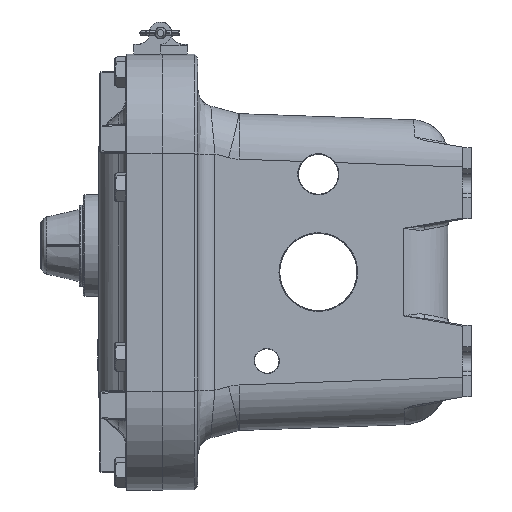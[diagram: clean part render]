
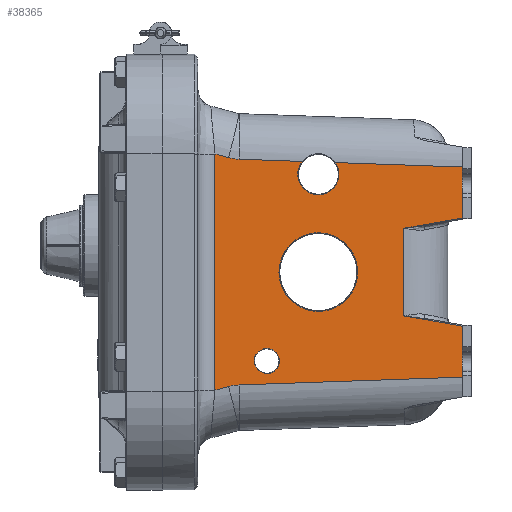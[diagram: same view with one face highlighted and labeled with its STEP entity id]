
A CAD part, left-side view. The second image highlights one B-rep face of the part: STEP entity #38365.
In plain terms, the highlighted planar face has unit normal (-0.999, -0.035, 0).
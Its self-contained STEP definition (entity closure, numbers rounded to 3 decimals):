
#1045=FACE_BOUND('',#11614,.T.);
#1046=FACE_BOUND('',#11615,.T.);
#1330=PLANE('',#41212);
#2439=ELLIPSE('',#41179,0.355,0.354);
#2440=ELLIPSE('',#41180,0.355,0.354);
#2443=ELLIPSE('',#41186,0.577,0.577);
#2448=ELLIPSE('',#41199,1.106,1.105);
#2449=ELLIPSE('',#41200,1.106,1.105);
#2454=ELLIPSE('',#41213,1.313,1.313);
#2455=ELLIPSE('',#41214,1.313,1.313);
#2707=LINE('',#59106,#5751);
#2709=LINE('',#59147,#5753);
#2714=LINE('',#59187,#5758);
#2715=LINE('',#59189,#5759);
#2716=LINE('',#59191,#5760);
#2717=LINE('',#59195,#5761);
#2718=LINE('',#59197,#5762);
#2719=LINE('',#59199,#5763);
#2720=LINE('',#59201,#5764);
#2721=LINE('',#59203,#5765);
#2722=LINE('',#59204,#5766);
#5751=VECTOR('',#45006,0.394);
#5753=VECTOR('',#45014,0.394);
#5758=VECTOR('',#45059,0.394);
#5759=VECTOR('',#45060,0.394);
#5760=VECTOR('',#45061,0.394);
#5761=VECTOR('',#45064,0.394);
#5762=VECTOR('',#45065,0.394);
#5763=VECTOR('',#45066,0.394);
#5764=VECTOR('',#45067,0.394);
#5765=VECTOR('',#45068,0.394);
#5766=VECTOR('',#45069,0.394);
#9390=FACE_OUTER_BOUND('',#11613,.T.);
#11613=EDGE_LOOP('',(#26376,#26377,#26378,#26379,#26380,#26381,#26382,#26383,
#26384,#26385,#26386,#26387,#26388,#26389));
#11614=EDGE_LOOP('',(#26390,#26391));
#11615=EDGE_LOOP('',(#26392,#26393));
#16645=VERTEX_POINT('',#59057);
#16646=VERTEX_POINT('',#59058);
#16650=VERTEX_POINT('',#59071);
#16651=VERTEX_POINT('',#59072);
#16655=VERTEX_POINT('',#59105);
#16661=VERTEX_POINT('',#59145);
#16665=VERTEX_POINT('',#59157);
#16666=VERTEX_POINT('',#59158);
#16675=VERTEX_POINT('',#59184);
#16676=VERTEX_POINT('',#59186);
#16677=VERTEX_POINT('',#59188);
#16678=VERTEX_POINT('',#59190);
#16679=VERTEX_POINT('',#59192);
#16680=VERTEX_POINT('',#59194);
#16681=VERTEX_POINT('',#59196);
#16682=VERTEX_POINT('',#59198);
#16683=VERTEX_POINT('',#59200);
#16684=VERTEX_POINT('',#59202);
#20459=EDGE_CURVE('',#16645,#16646,#2439,.T.);
#20460=EDGE_CURVE('',#16646,#16645,#2440,.T.);
#20466=EDGE_CURVE('',#16650,#16651,#2443,.T.);
#20472=EDGE_CURVE('',#16650,#16655,#2707,.T.);
#20479=EDGE_CURVE('',#16661,#16651,#2709,.T.);
#20484=EDGE_CURVE('',#16665,#16666,#2448,.T.);
#20485=EDGE_CURVE('',#16666,#16665,#2449,.T.);
#20497=EDGE_CURVE('',#16675,#16661,#2454,.T.);
#20498=EDGE_CURVE('',#16676,#16675,#2714,.T.);
#20499=EDGE_CURVE('',#16677,#16676,#2715,.T.);
#20500=EDGE_CURVE('',#16678,#16677,#2716,.T.);
#20501=EDGE_CURVE('',#16679,#16678,#2455,.T.);
#20502=EDGE_CURVE('',#16680,#16679,#2717,.T.);
#20503=EDGE_CURVE('',#16680,#16681,#2718,.T.);
#20504=EDGE_CURVE('',#16682,#16681,#2719,.T.);
#20505=EDGE_CURVE('',#16683,#16682,#2720,.T.);
#20506=EDGE_CURVE('',#16684,#16683,#2721,.T.);
#20507=EDGE_CURVE('',#16684,#16655,#2722,.T.);
#26376=ORIENTED_EDGE('',*,*,#20466,.T.);
#26377=ORIENTED_EDGE('',*,*,#20479,.F.);
#26378=ORIENTED_EDGE('',*,*,#20497,.F.);
#26379=ORIENTED_EDGE('',*,*,#20498,.F.);
#26380=ORIENTED_EDGE('',*,*,#20499,.F.);
#26381=ORIENTED_EDGE('',*,*,#20500,.F.);
#26382=ORIENTED_EDGE('',*,*,#20501,.F.);
#26383=ORIENTED_EDGE('',*,*,#20502,.F.);
#26384=ORIENTED_EDGE('',*,*,#20503,.T.);
#26385=ORIENTED_EDGE('',*,*,#20504,.F.);
#26386=ORIENTED_EDGE('',*,*,#20505,.F.);
#26387=ORIENTED_EDGE('',*,*,#20506,.F.);
#26388=ORIENTED_EDGE('',*,*,#20507,.T.);
#26389=ORIENTED_EDGE('',*,*,#20472,.F.);
#26390=ORIENTED_EDGE('',*,*,#20459,.T.);
#26391=ORIENTED_EDGE('',*,*,#20460,.T.);
#26392=ORIENTED_EDGE('',*,*,#20484,.T.);
#26393=ORIENTED_EDGE('',*,*,#20485,.T.);
#38365=ADVANCED_FACE('',(#9390,#1045,#1046),#1330,.F.);
#41179=AXIS2_PLACEMENT_3D('',#59059,#44979,#44980);
#41180=AXIS2_PLACEMENT_3D('',#59060,#44981,#44982);
#41186=AXIS2_PLACEMENT_3D('',#59073,#44995,#44996);
#41199=AXIS2_PLACEMENT_3D('',#59159,#45026,#45027);
#41200=AXIS2_PLACEMENT_3D('',#59160,#45028,#45029);
#41212=AXIS2_PLACEMENT_3D('',#59183,#45055,#45056);
#41213=AXIS2_PLACEMENT_3D('',#59185,#45057,#45058);
#41214=AXIS2_PLACEMENT_3D('',#59193,#45062,#45063);
#44979=DIRECTION('center_axis',(0.999,0.035,0.));
#44980=DIRECTION('ref_axis',(0.035,-0.999,0.));
#44981=DIRECTION('center_axis',(0.999,0.035,0.));
#44982=DIRECTION('ref_axis',(0.035,-0.999,0.));
#44995=DIRECTION('center_axis',(0.999,0.035,0.));
#44996=DIRECTION('ref_axis',(0.035,-0.999,0.));
#45006=DIRECTION('',(0.035,-0.999,-0.035));
#45014=DIRECTION('',(0.035,-0.999,-0.035));
#45026=DIRECTION('center_axis',(0.999,0.035,0.));
#45027=DIRECTION('ref_axis',(0.035,-0.999,0.));
#45028=DIRECTION('center_axis',(0.999,0.035,0.));
#45029=DIRECTION('ref_axis',(0.035,-0.999,0.));
#45055=DIRECTION('center_axis',(0.999,0.035,0.));
#45056=DIRECTION('ref_axis',(-0.035,0.999,0.));
#45057=DIRECTION('center_axis',(-0.999,-0.035,0.));
#45058=DIRECTION('ref_axis',(-0.035,0.999,0.));
#45059=DIRECTION('',(0.034,-0.965,-0.259));
#45060=DIRECTION('',(0.,0.,1.));
#45061=DIRECTION('',(-0.034,0.965,-0.259));
#45062=DIRECTION('center_axis',(-0.999,-0.035,0.));
#45063=DIRECTION('ref_axis',(-0.035,0.999,0.));
#45064=DIRECTION('',(-0.035,0.999,-0.035));
#45065=DIRECTION('',(0.,0.,1.));
#45066=DIRECTION('',(0.034,-0.984,-0.174));
#45067=DIRECTION('',(0.,0.,-1.));
#45068=DIRECTION('',(-0.034,0.984,-0.174));
#45069=DIRECTION('',(0.,0.,1.));
#59057=CARTESIAN_POINT('',(-11.313,-2.679,-2.5));
#59058=CARTESIAN_POINT('',(-11.3,-3.034,-2.146));
#59059=CARTESIAN_POINT('Origin',(-11.3,-3.033,-2.5));
#59060=CARTESIAN_POINT('Origin',(-11.3,-3.033,-2.5));
#59071=CARTESIAN_POINT('',(-11.233,-4.958,3.078));
#59072=CARTESIAN_POINT('',(-11.265,-4.032,3.11));
#59073=CARTESIAN_POINT('Origin',(-11.25,-4.483,2.75));
#59105=CARTESIAN_POINT('',(-11.108,-8.534,2.953));
#59106=CARTESIAN_POINT('',(-11.119,-8.223,2.964));
#59145=CARTESIAN_POINT('',(-11.328,-2.254,3.172));
#59147=CARTESIAN_POINT('',(-11.119,-8.223,2.964));
#59157=CARTESIAN_POINT('',(-11.288,-3.377,0.));
#59158=CARTESIAN_POINT('',(-11.25,-4.484,1.105));
#59159=CARTESIAN_POINT('Origin',(-11.25,-4.483,0.));
#59160=CARTESIAN_POINT('Origin',(-11.25,-4.483,0.));
#59183=CARTESIAN_POINT('Origin',(-11.123,-8.12,-6.219));
#59184=CARTESIAN_POINT('',(-11.338,-1.96,3.216));
#59185=CARTESIAN_POINT('Origin',(-11.326,-2.299,4.484));
#59186=CARTESIAN_POINT('',(-11.351,-1.576,3.319));
#59187=CARTESIAN_POINT('',(-11.211,-5.6,2.241));
#59188=CARTESIAN_POINT('',(-11.351,-1.576,-3.319));
#59189=CARTESIAN_POINT('',(-11.351,-1.576,-5.375));
#59190=CARTESIAN_POINT('',(-11.338,-1.96,-3.216));
#59191=CARTESIAN_POINT('',(-11.265,-4.047,-2.657));
#59192=CARTESIAN_POINT('',(-11.328,-2.254,-3.172));
#59193=CARTESIAN_POINT('Origin',(-11.326,-2.299,-4.484));
#59194=CARTESIAN_POINT('',(-11.108,-8.534,-2.953));
#59195=CARTESIAN_POINT('',(-11.111,-8.463,-2.955));
#59196=CARTESIAN_POINT('',(-11.108,-8.534,-1.521));
#59197=CARTESIAN_POINT('',(-11.108,-8.534,-3.109));
#59198=CARTESIAN_POINT('',(-11.166,-6.888,-1.231));
#59199=CARTESIAN_POINT('',(-11.099,-8.809,-1.569));
#59200=CARTESIAN_POINT('',(-11.166,-6.888,1.231));
#59201=CARTESIAN_POINT('',(-11.166,-6.888,-3.109));
#59202=CARTESIAN_POINT('',(-11.108,-8.534,1.521));
#59203=CARTESIAN_POINT('',(-11.136,-7.747,1.382));
#59204=CARTESIAN_POINT('',(-11.108,-8.534,-3.109));
